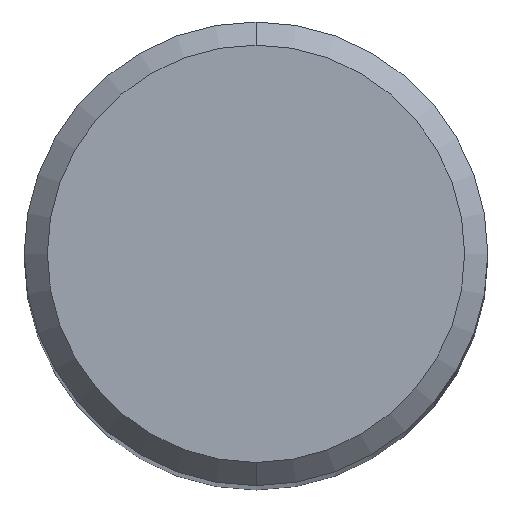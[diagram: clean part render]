
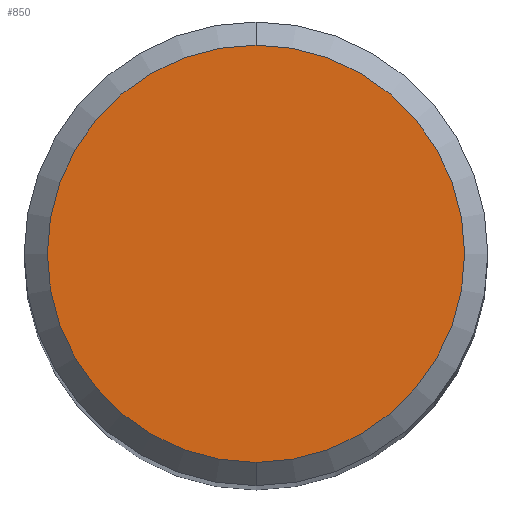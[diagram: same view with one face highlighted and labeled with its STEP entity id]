
A CAD part, top view. The second image highlights one B-rep face of the part: STEP entity #850.
In plain terms, the highlighted planar face has unit normal (0, 0, 1).
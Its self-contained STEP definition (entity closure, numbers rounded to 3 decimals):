
#528=EDGE_CURVE('',#778,#904,#1177,.T.);
#654=EDGE_CURVE('',#904,#778,#1314,.T.);
#778=VERTEX_POINT('',#1449);
#850=ADVANCED_FACE('',(#1528),#1529,.T.);
#904=VERTEX_POINT('',#1588);
#1177=CIRCLE('',#4911,4.5);
#1314=CIRCLE('',#6788,4.5);
#1449=CARTESIAN_POINT('',(0.,-4.5,0.0));
#1528=FACE_OUTER_BOUND('',#7676,.T.);
#1529=PLANE('',#7677);
#1588=CARTESIAN_POINT('',(0.0,4.5,0.0));
#4911=AXIS2_PLACEMENT_3D('',#9832,#9833,#9834);
#6788=AXIS2_PLACEMENT_3D('',#9962,#9963,#9964);
#7676=EDGE_LOOP('',(#10190,#10191));
#7677=AXIS2_PLACEMENT_3D('',#10192,#10193,#10194);
#9832=CARTESIAN_POINT('',(0.0,0.0,0.0));
#9833=DIRECTION('',(0.0,0.0,-1.0));
#9834=DIRECTION('',(0.0,1.0,0.0));
#9962=CARTESIAN_POINT('',(0.0,0.0,0.0));
#9963=DIRECTION('',(0.0,0.0,-1.0));
#9964=DIRECTION('',(0.0,1.0,0.0));
#10190=ORIENTED_EDGE('',*,*,#654,.F.);
#10191=ORIENTED_EDGE('',*,*,#528,.F.);
#10192=CARTESIAN_POINT('',(0.0,2.25,0.0));
#10193=DIRECTION('',(-0.0,0.0,1.0));
#10194=DIRECTION('',(0.0,-1.0,0.0));
